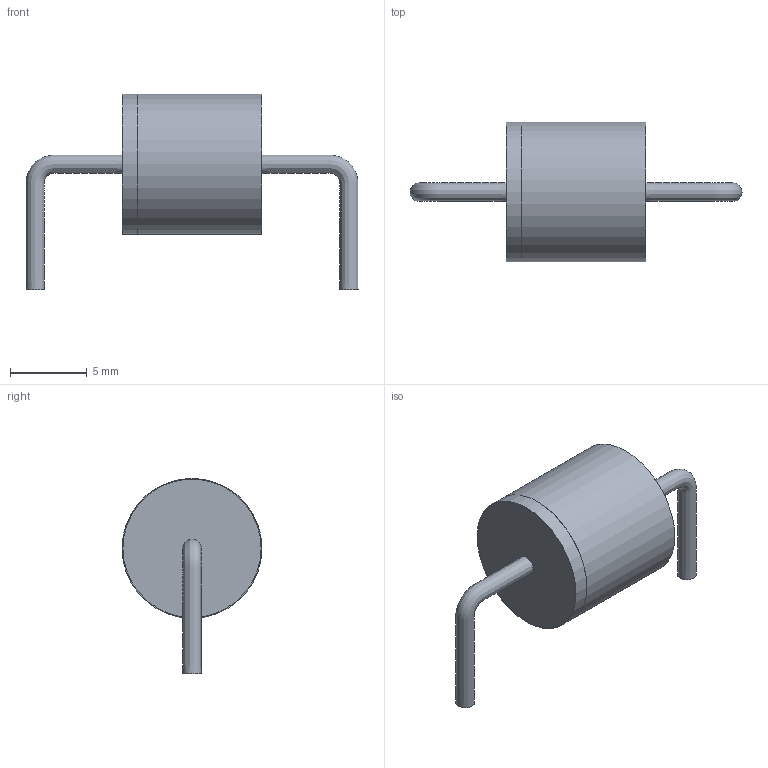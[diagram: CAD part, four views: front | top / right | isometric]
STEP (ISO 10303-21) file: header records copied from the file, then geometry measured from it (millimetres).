
FILE_DESCRIPTION(/* description */ (''),/* implementation_level */ '2;1');
FILE_NAME(/* name */ 'DIOAD2040W125L885D885.stp',/* time_stamp */ '2017-09-14T14:54:10+02:00',/* author */ ('riccim'),/* organization */ ('SolidWorks'),/* preprocessor_version */ 'ST-DEVELOPER v16.5',/* originating_system */ 'AutoCAD Mechanical',/* authorisation */ ' ');
FILE_SCHEMA (('AUTOMOTIVE_DESIGN { 1 0 10303 214 3 1 1 }'));
Length unit declared in the file: millimetre
Products named in the file (1): Product
Bounding box: 21.6 x 9.1 x 12.7 mm (x, y, z)
Volume: 622.2 mm3; surface area: 556.7 mm2
Topology: 4 solids, 4 shells, 15 faces, 18 edges, 12 vertices
Faces by surface type: plane 9, cylinder 4, bspline 2
Full cylindrical faces by diameter (mm): 9 x2, 9.1 x2
Entity records: 5242 total; most frequent: CARTESIAN_POINT 4970, DIRECTION 52, ORIENTED_EDGE 28, AXIS2_PLACEMENT_3D 26, EDGE_LOOP 22, FACE_OUTER_BOUND 15, ADVANCED_FACE 15, EDGE_CURVE 14
